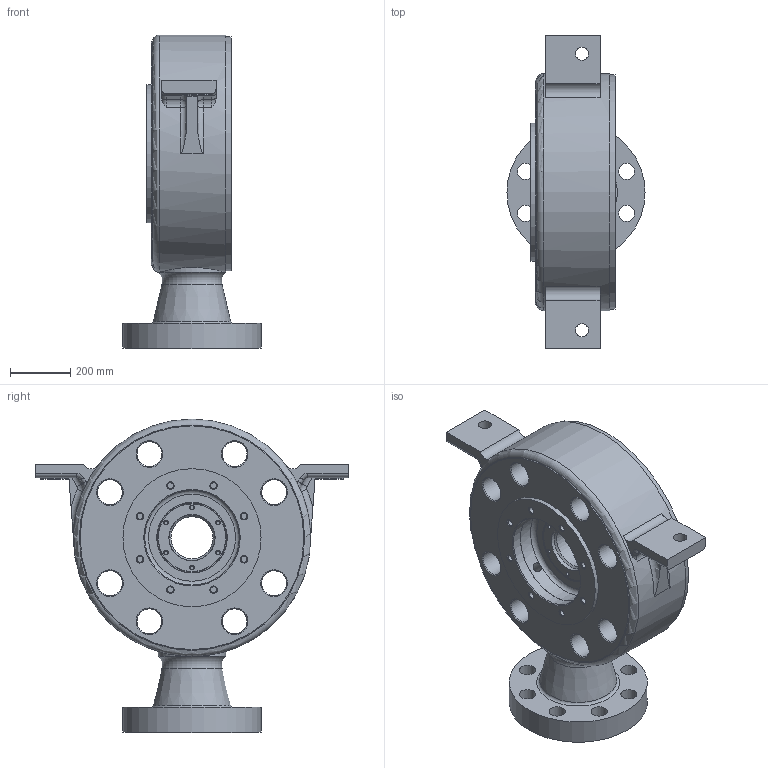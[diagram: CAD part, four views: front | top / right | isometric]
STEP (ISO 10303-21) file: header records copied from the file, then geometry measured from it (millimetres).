
FILE_DESCRIPTION(('STEP AP242'), '1');
FILE_NAME('23. 署赅 磬镱疣', '', ('UNSPECIFIED'), ('UNSPECIFIED'), 'C3D Converter', 'C3D Toolkit', '');
FILE_SCHEMA(('AP242_MANAGED_MODEL_BASED_3D_ENGINEERING_MIM_LF { 1 0 10303 442 1 1 4 }'));
Length unit declared in the file: millimetre
Bounding box: 460 x 1040 x 1045 mm (x, y, z)
Volume: 89648665.9 mm3; surface area: 3817249.2 mm2
Topology: 1 solids, 1 shells, 286 faces, 729 edges, 459 vertices
Faces by surface type: plane 90, cylinder 80, torus 41, cone 39, bspline 36
Full cylindrical faces by diameter (mm): 13 x6, 20 x8, 30 x1, 43 x2, 54 x8, 83 x8, 90 x2, 125 x1, 140 x1, 151.8 x1, 224 x1, 262 x1, 270 x2, 290 x1, 315 x1, 320 x1, 410 x1, 460 x2, 745 x1, 780 x1, 790 x1
Entity records: 23175 total; most frequent: CARTESIAN_POINT 14540, ORIENTED_EDGE 1272, DIRECTION 1200, EDGE_CURVE 636, AXIS2_PLACEMENT_3D 546, VERTEX_POINT 459, EDGE_LOOP 439, CIRCLE 295
